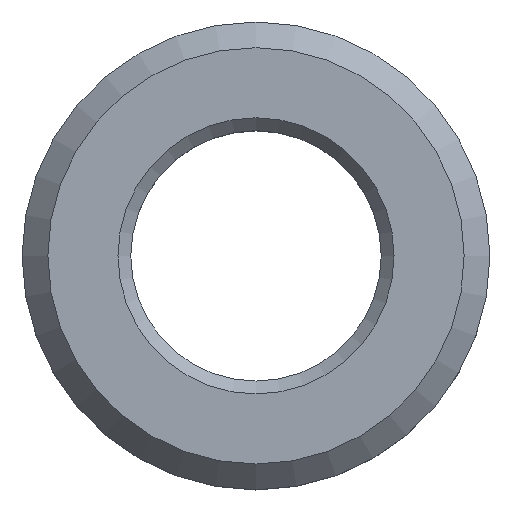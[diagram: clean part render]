
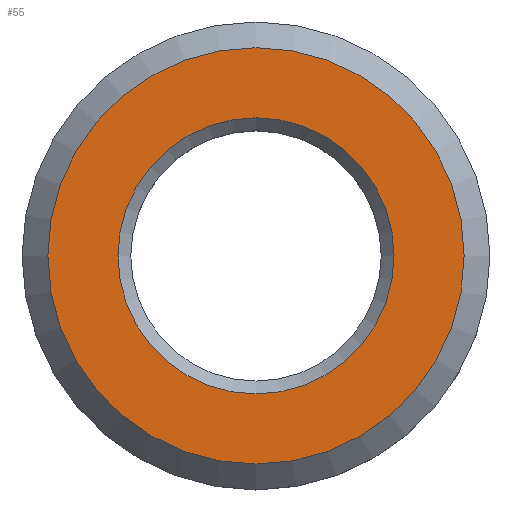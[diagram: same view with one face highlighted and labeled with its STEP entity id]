
A CAD part, top view. The second image highlights one B-rep face of the part: STEP entity #55.
In plain terms, the highlighted planar face has unit normal (0, 0, 1).
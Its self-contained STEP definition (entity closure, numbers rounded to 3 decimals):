
#55=ADVANCED_FACE('',(#79,#81),#83,.T.);
#79=FACE_BOUND('',#80,.T.);
#80=EDGE_LOOP('',(#137));
#81=FACE_BOUND('',#82,.T.);
#82=EDGE_LOOP('',(#138));
#83=PLANE('',#84);
#84=AXIS2_PLACEMENT_3D('',#85,#86,#87);
#85=CARTESIAN_POINT('',(0.,0.,2.));
#86=DIRECTION('',(0.,0.,1.));
#87=DIRECTION('',(-1.,0.,0.));
#137=ORIENTED_EDGE('',*,*,#153,.T.);
#138=ORIENTED_EDGE('',*,*,#154,.T.);
#153=EDGE_CURVE('',#165,#165,#166,.T.);
#154=EDGE_CURVE('',#167,#167,#168,.T.);
#165=VERTEX_POINT('',#193);
#166=CIRCLE('',#194,2.91);
#167=VERTEX_POINT('',#198);
#168=CIRCLE('',#199,1.93);
#193=CARTESIAN_POINT('',(-2.91,0.,2.));
#194=AXIS2_PLACEMENT_3D('',#195,#196,#197);
#195=CARTESIAN_POINT('',(0.,0.,2.));
#196=DIRECTION('',(0.,0.,1.));
#197=DIRECTION('',(-1.,0.,0.));
#198=CARTESIAN_POINT('',(-1.93,0.,2.));
#199=AXIS2_PLACEMENT_3D('',#200,#201,#202);
#200=CARTESIAN_POINT('',(0.,0.,2.));
#201=DIRECTION('',(0.,0.,-1.));
#202=DIRECTION('',(-1.,0.,0.));
